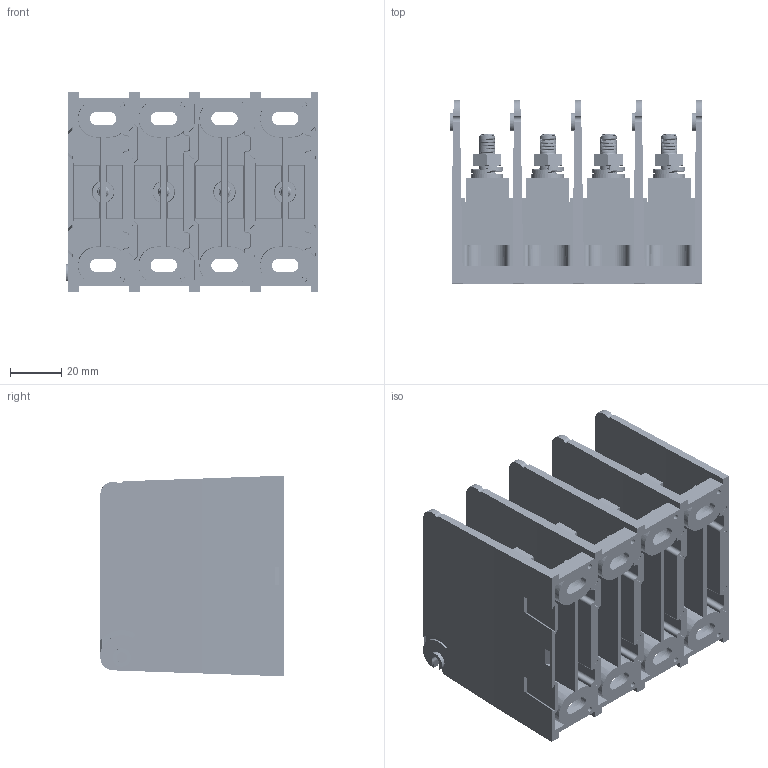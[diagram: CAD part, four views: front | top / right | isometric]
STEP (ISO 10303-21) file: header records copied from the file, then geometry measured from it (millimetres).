
FILE_DESCRIPTION (( 'STEP AP214' ), '1' );
FILE_NAME ('701961rev-4P.STEP', '2013-12-13T18:38:19', ( '' ), ( '' ), 'SwSTEP 2.0', 'SolidWorks 2013', '' );
FILE_SCHEMA (( 'AUTOMOTIVE_DESIGN' ));
Length unit declared in the file: inch
Products named in the file (46): 701961rev-4P_1_18; 701961rev-4P_1_32; 701961rev-4P_1_6; 701961rev-4P_1_38; 701961rev-4P_1_27; 701961rev-4P_1_33; 701961rev-4P_1_26; 701961rev-4P_1_10; 701961rev-4P_1_25; 701961rev-4P_1_44; 701961rev-4P_1_11; 701961rev-4P_1_7; 701961rev-4P_1_9; 701961rev-4P_1_35; 701961rev-4P_1_37; 701961rev-4P_1_28; 701961rev-4P_1_31; 701961rev-4P_1_43; 701961rev-4P; 701961rev-4P_1_5; 701961rev-4P_1_13; 701961rev-4P_1_8; 701961rev-4P_1_21; 701961rev-4P_1_20; 701961rev-4P_1_12; 701961rev-4P_1_45; 701961rev-4P_1_24; 701961rev-4P_1_2; 701961rev-4P_1_36; 701961rev-4P_1_30; 701961rev-4P_1_22; 701961rev-4P_1_3; 701961rev-4P_1_41; 701961rev-4P_1_29; 701961rev-4P_1_34; 701961rev-4P_1_23; 701961rev-4P_1_19; 701961rev-4P_1_14; 701961rev-4P_1_16; 701961rev-4P_1_15 ...
Assembly tree (45 placements, depth 2):
  701961rev-4P
    701961rev-4P_1_35
    701961rev-4P_1_11
    701961rev-4P_1_10
    701961rev-4P_1_27
    701961rev-4P_1_32
    701961rev-4P_1_39
    701961rev-4P_1_40
    701961rev-4P_1_15
    701961rev-4P_1_14
    701961rev-4P_1_23
    701961rev-4P_1_29
    701961rev-4P_1_3
    701961rev-4P_1_30
    701961rev-4P_1_2
    701961rev-4P_1_45
    701961rev-4P_1_20
    701961rev-4P_1_8
    701961rev-4P_1_5
    701961rev-4P_1_31
    701961rev-4P_1_37
    701961rev-4P_1_7
    701961rev-4P_1_25
    701961rev-4P_1_33
    701961rev-4P_1_6
    701961rev-4P_1_4
    701961rev-4P_1_42
    701961rev-4P_1
    701961rev-4P_1_16
    701961rev-4P_1_19
    701961rev-4P_1_34
    701961rev-4P_1_41
    701961rev-4P_1_22
    701961rev-4P_1_36
    701961rev-4P_1_24
    701961rev-4P_1_12
    701961rev-4P_1_21
    701961rev-4P_1_13
    701961rev-4P_1_43
    701961rev-4P_1_28
    701961rev-4P_1_9
    701961rev-4P_1_44
    701961rev-4P_1_26
    701961rev-4P_1_38
    701961rev-4P_1_18
    701961rev-4P_1_17
Bounding box: 98.41 x 71.37 x 78.11 mm (x, y, z)
Surface area: 169332.2 mm2 (no closed solid volume)
Topology: 0 solids, 49 shells, 1772 faces, 5155 edges, 3464 vertices
Faces by surface type: plane 910, cylinder 334, bspline 276, cone 252
Full cylindrical faces by diameter (mm): 3.658 x4, 4.064 x1, 5.41 x4, 6.35 x40, 6.528 x8, 7.112 x1, 7.137 x8, 8.179 x4, 9.398 x8, 12.7 x8
Entity records: 180240 total; most frequent: CARTESIAN_POINT 117263, ORIENTED_EDGE 8778, DIRECTION 6665, EDGE_CURVE 4555, VERTEX_POINT 3166, LINE 2425, VECTOR 2425, AXIS2_PLACEMENT_3D 2120
